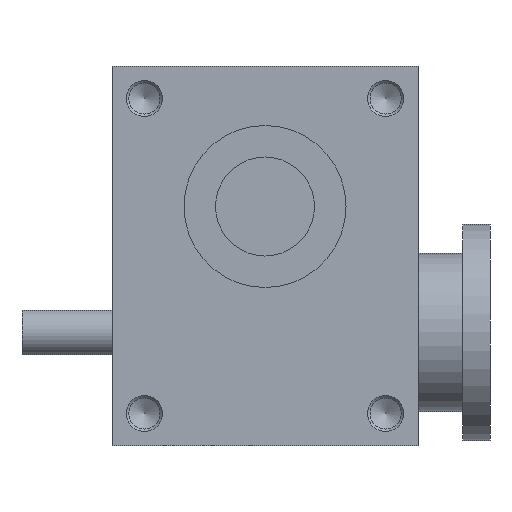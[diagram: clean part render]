
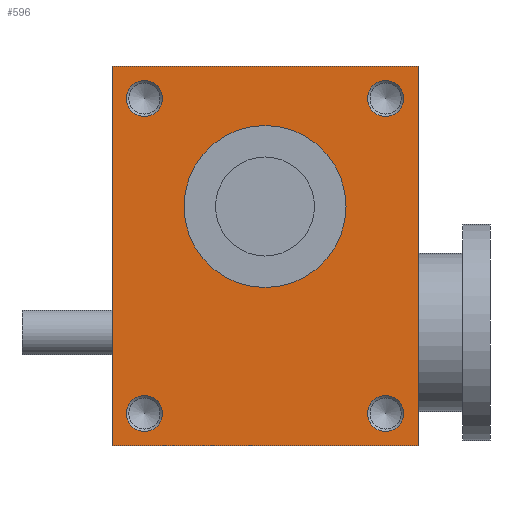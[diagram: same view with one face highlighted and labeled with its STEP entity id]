
A CAD part, front view. The second image highlights one B-rep face of the part: STEP entity #596.
In plain terms, the highlighted planar face has unit normal (0, -1, 0).
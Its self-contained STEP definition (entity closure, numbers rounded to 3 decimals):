
#596 = ADVANCED_FACE( '', ( #1230, #1231, #1232, #1233, #1234, #1235 ), #1236, .F. );
#1230 = FACE_BOUND( '', #1861, .T. );
#1231 = FACE_BOUND( '', #1862, .T. );
#1232 = FACE_BOUND( '', #1863, .T. );
#1233 = FACE_BOUND( '', #1864, .T. );
#1234 = FACE_BOUND( '', #1865, .T. );
#1235 = FACE_OUTER_BOUND( '', #1866, .T. );
#1236 = PLANE( '', #1867 );
#1861 = EDGE_LOOP( '', ( #3226 ) );
#1862 = EDGE_LOOP( '', ( #3227 ) );
#1863 = EDGE_LOOP( '', ( #3228 ) );
#1864 = EDGE_LOOP( '', ( #3229 ) );
#1865 = EDGE_LOOP( '', ( #3230 ) );
#1866 = EDGE_LOOP( '', ( #3231, #3232, #3233, #3234 ) );
#1867 = AXIS2_PLACEMENT_3D( '', #3235, #3236, #3237 );
#3226 = ORIENTED_EDGE( '', *, *, #3850, .F. );
#3227 = ORIENTED_EDGE( '', *, *, #3779, .F. );
#3228 = ORIENTED_EDGE( '', *, *, #3727, .F. );
#3229 = ORIENTED_EDGE( '', *, *, #3796, .F. );
#3230 = ORIENTED_EDGE( '', *, *, #3860, .T. );
#3231 = ORIENTED_EDGE( '', *, *, #3832, .T. );
#3232 = ORIENTED_EDGE( '', *, *, #3814, .F. );
#3233 = ORIENTED_EDGE( '', *, *, #3531, .F. );
#3234 = ORIENTED_EDGE( '', *, *, #3874, .T. );
#3235 = CARTESIAN_POINT( '', ( -85., -75., 105.5 ) );
#3236 = DIRECTION( '', ( 0., 1., 0. ) );
#3237 = DIRECTION( '', ( 0., 0., 1. ) );
#3531 = EDGE_CURVE( '', #4214, #4216, #4217, .T. );
#3727 = EDGE_CURVE( '', #4494, #4494, #4495, .T. );
#3779 = EDGE_CURVE( '', #4555, #4555, #4556, .T. );
#3796 = EDGE_CURVE( '', #4574, #4574, #4575, .T. );
#3814 = EDGE_CURVE( '', #4216, #4593, #4595, .T. );
#3832 = EDGE_CURVE( '', #4616, #4593, #4618, .T. );
#3850 = EDGE_CURVE( '', #4640, #4640, #4641, .T. );
#3860 = EDGE_CURVE( '', #4652, #4652, #4653, .T. );
#3874 = EDGE_CURVE( '', #4214, #4616, #4666, .T. );
#4214 = VERTEX_POINT( '', #5104 );
#4216 = VERTEX_POINT( '', #5107 );
#4217 = LINE( '', #5108, #5109 );
#4494 = VERTEX_POINT( '', #5474 );
#4495 = CIRCLE( '', #5475, 10. );
#4555 = VERTEX_POINT( '', #5618 );
#4556 = CIRCLE( '', #5619, 10. );
#4574 = VERTEX_POINT( '', #5640 );
#4575 = CIRCLE( '', #5641, 10. );
#4593 = VERTEX_POINT( '', #5661 );
#4595 = LINE( '', #5664, #5665 );
#4616 = VERTEX_POINT( '', #5689 );
#4618 = LINE( '', #5692, #5693 );
#4640 = VERTEX_POINT( '', #5720 );
#4641 = CIRCLE( '', #5721, 10. );
#4652 = VERTEX_POINT( '', #5734 );
#4653 = CIRCLE( '', #5735, 45. );
#4666 = LINE( '', #5751, #5752 );
#5104 = CARTESIAN_POINT( '', ( -85., -75., 105.5 ) );
#5107 = CARTESIAN_POINT( '', ( 85., -75., 105.5 ) );
#5108 = CARTESIAN_POINT( '', ( -85., -75., 105.5 ) );
#5109 = VECTOR( '', #6040, 1000. );
#5474 = CARTESIAN_POINT( '', ( 67., -75., 77.5 ) );
#5475 = AXIS2_PLACEMENT_3D( '', #6255, #6256, #6257 );
#5618 = CARTESIAN_POINT( '', ( -67., -75., 77.5 ) );
#5619 = AXIS2_PLACEMENT_3D( '', #6293, #6294, #6295 );
#5640 = CARTESIAN_POINT( '', ( 67., -75., -97.5 ) );
#5641 = AXIS2_PLACEMENT_3D( '', #6308, #6309, #6310 );
#5661 = CARTESIAN_POINT( '', ( 85., -75., -105.5 ) );
#5664 = CARTESIAN_POINT( '', ( 85., -75., 105.5 ) );
#5665 = VECTOR( '', #6326, 1000. );
#5689 = CARTESIAN_POINT( '', ( -85., -75., -105.5 ) );
#5692 = CARTESIAN_POINT( '', ( -85., -75., -105.5 ) );
#5693 = VECTOR( '', #6340, 1000. );
#5720 = CARTESIAN_POINT( '', ( -67., -75., -97.5 ) );
#5721 = AXIS2_PLACEMENT_3D( '', #6361, #6362, #6363 );
#5734 = CARTESIAN_POINT( '', ( 45., -75., 27.5 ) );
#5735 = AXIS2_PLACEMENT_3D( '', #6369, #6370, #6371 );
#5751 = CARTESIAN_POINT( '', ( -85., -75., 105.5 ) );
#5752 = VECTOR( '', #6375, 1000. );
#6040 = DIRECTION( '', ( 1., 0., 0. ) );
#6255 = CARTESIAN_POINT( '', ( 67., -75., 87.5 ) );
#6256 = DIRECTION( '', ( 0., -1., 0. ) );
#6257 = DIRECTION( '', ( 0., 0., -1. ) );
#6293 = CARTESIAN_POINT( '', ( -67., -75., 87.5 ) );
#6294 = DIRECTION( '', ( 0., -1., 0. ) );
#6295 = DIRECTION( '', ( 0., 0., -1. ) );
#6308 = CARTESIAN_POINT( '', ( 67., -75., -87.5 ) );
#6309 = DIRECTION( '', ( 0., -1., 0. ) );
#6310 = DIRECTION( '', ( 0., 0., -1. ) );
#6326 = DIRECTION( '', ( 0., 0., -1. ) );
#6340 = DIRECTION( '', ( 1., 0., 0. ) );
#6361 = CARTESIAN_POINT( '', ( -67., -75., -87.5 ) );
#6362 = DIRECTION( '', ( 0., -1., 0. ) );
#6363 = DIRECTION( '', ( 0., 0., -1. ) );
#6369 = CARTESIAN_POINT( '', ( 0., -75., 27.5 ) );
#6370 = DIRECTION( '', ( 0., 1., 0. ) );
#6371 = DIRECTION( '', ( 1., 0., 0. ) );
#6375 = DIRECTION( '', ( 0., 0., -1. ) );
